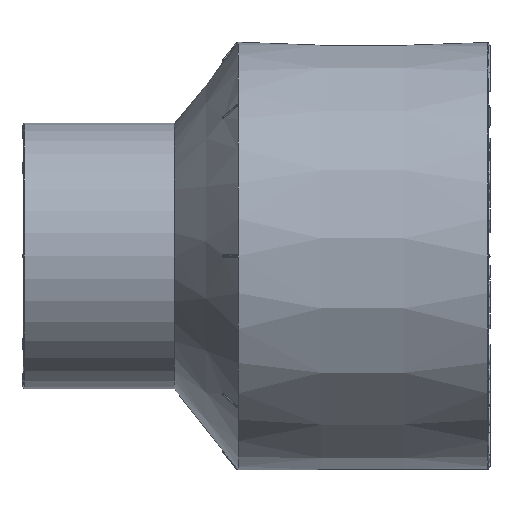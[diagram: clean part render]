
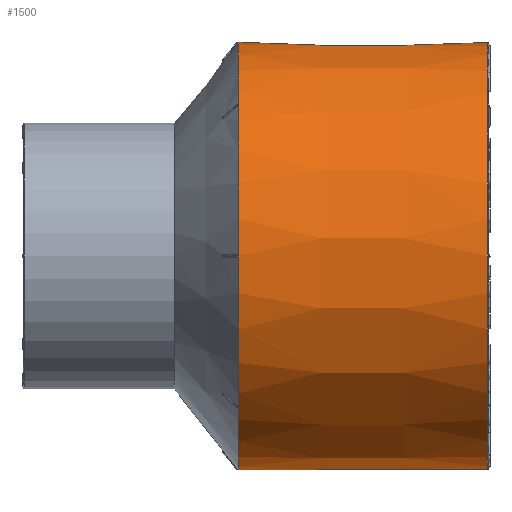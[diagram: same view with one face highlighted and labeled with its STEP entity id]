
A CAD part, left-side view. The second image highlights one B-rep face of the part: STEP entity #1500.
In plain terms, the highlighted conical face has half-angle 0.065 degrees and reference radius 37.5 mm.
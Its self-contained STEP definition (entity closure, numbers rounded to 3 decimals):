
#177=CONICAL_SURFACE('',#24261,37.5,0.065);
#1500=ADVANCED_FACE('',(#4026,#4027),#177,.T.);
#4026=FACE_BOUND('',#4111,.T.);
#4027=FACE_BOUND('',#4112,.T.);
#4111=EDGE_LOOP('',(#9092));
#4112=EDGE_LOOP('',(#9093));
#7844=CIRCLE('',#24154,37.55);
#7931=CIRCLE('',#24260,37.5);
#9092=ORIENTED_EDGE('',*,*,#18781,.T.);
#9093=ORIENTED_EDGE('',*,*,#19061,.T.);
#16305=VERTEX_POINT('',#34569);
#16559=VERTEX_POINT('',#36195);
#18781=EDGE_CURVE('',#16305,#16305,#7844,.T.);
#19061=EDGE_CURVE('',#16559,#16559,#7931,.T.);
#24154=AXIS2_PLACEMENT_3D('',#34568,#25791,#25792);
#24260=AXIS2_PLACEMENT_3D('',#36194,#26031,#26032);
#24261=AXIS2_PLACEMENT_3D('',#36196,#26033,#26034);
#25791=DIRECTION('',(0.,-1.,0.));
#25792=DIRECTION('',(0.,0.,-1.));
#26031=DIRECTION('',(0.,1.,0.));
#26032=DIRECTION('',(0.,0.,-1.));
#26033=DIRECTION('',(0.,1.,0.));
#26034=DIRECTION('',(0.,0.,1.));
#34568=CARTESIAN_POINT('',(7421.348,-245.049,0.));
#34569=CARTESIAN_POINT('',(7421.348,-245.049,-37.55));
#36194=CARTESIAN_POINT('',(7421.348,-288.802,0.));
#36195=CARTESIAN_POINT('',(7421.348,-288.802,-37.5));
#36196=CARTESIAN_POINT('',(7421.348,-289.051,0.));
